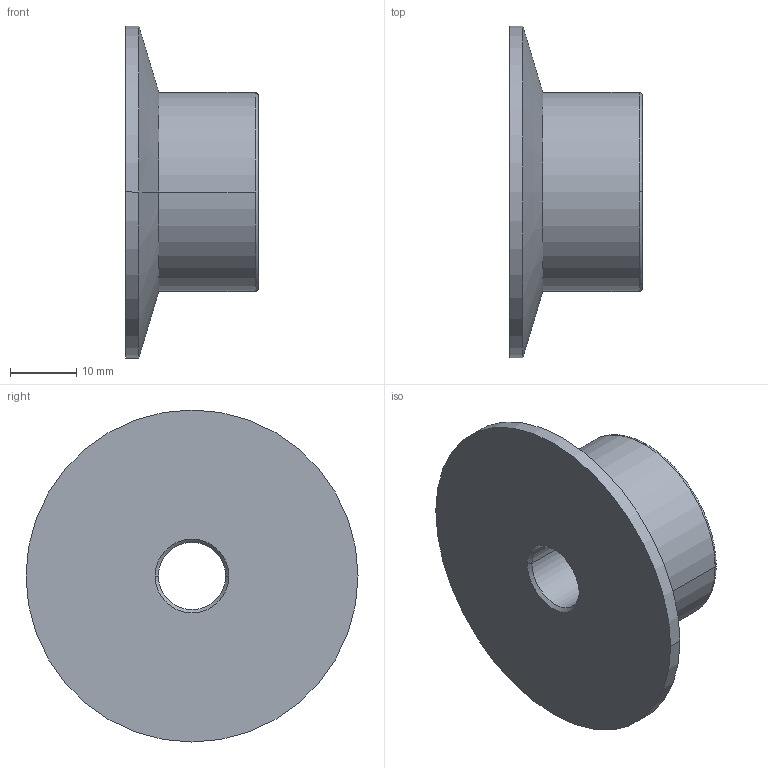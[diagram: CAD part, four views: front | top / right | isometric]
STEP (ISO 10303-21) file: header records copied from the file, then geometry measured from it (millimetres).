
FILE_DESCRIPTION (( 'STEP AP214' ), '1' );
FILE_NAME ('0015558.step', '2022-12-08T12:11:15', ( '' ), ( '' ), 'SwSTEP 2.0', 'SolidWorks 2020', '' );
FILE_SCHEMA (( 'AUTOMOTIVE_DESIGN' ));
Length unit declared in the file: inch
Products named in the file (1): 0015558
Bounding box: 20 x 50 x 50 mm (x, y, z)
Volume: 16761 mm3; surface area: 6145.8 mm2
Topology: 1 solids, 1 shells, 16 faces, 34 edges, 20 vertices
Faces by surface type: cone 6, cylinder 6, bspline 2, plane 2
Entity records: 907 total; most frequent: CARTESIAN_POINT 304, DIRECTION 82, ORIENTED_EDGE 68, AXIS2_PLACEMENT_3D 35, EDGE_CURVE 34, CIRCLE 20, VERTEX_POINT 20, UNCERTAINTY_MEASURE_WITH_UNIT 19
